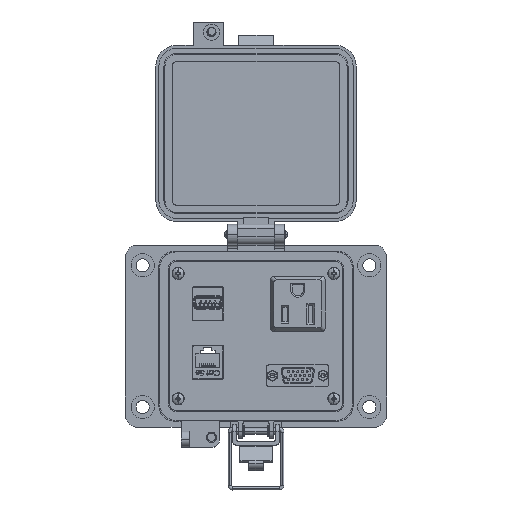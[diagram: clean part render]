
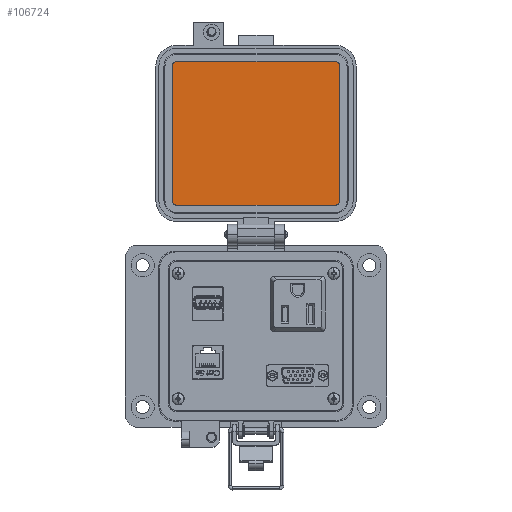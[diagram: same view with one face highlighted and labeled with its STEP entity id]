
A CAD part, top view. The second image highlights one B-rep face of the part: STEP entity #106724.
In plain terms, the highlighted planar face has unit normal (0, 0, 1).
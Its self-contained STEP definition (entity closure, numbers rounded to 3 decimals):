
#3087 = EDGE_CURVE ( 'NONE', #23882, #16913, #101108, .T. ) ;
#7385 = CIRCLE ( 'NONE', #75891, 2.299 ) ;
#7720 = LINE ( 'NONE', #113230, #21830 ) ;
#8056 = CARTESIAN_POINT ( 'NONE',  ( -42.469, 128.688, 19.202 ) ) ;
#8269 = DIRECTION ( 'NONE',  ( 0., 1., 0. ) ) ;
#12178 = DIRECTION ( 'NONE',  ( 0., 0., 1. ) ) ;
#12514 = DIRECTION ( 'NONE',  ( 0., -1., 0. ) ) ;
#15408 = AXIS2_PLACEMENT_3D ( 'NONE', #29528, #37644, #109524 ) ;
#16783 = VERTEX_POINT ( 'NONE', #63138 ) ;
#16913 = VERTEX_POINT ( 'NONE', #109515 ) ;
#18160 = ORIENTED_EDGE ( 'NONE', *, *, #97365, .F. ) ;
#21830 = VECTOR ( 'NONE', #8269, 1000. ) ;
#22207 = DIRECTION ( 'NONE',  ( 1., 0., 0. ) ) ;
#23882 = VERTEX_POINT ( 'NONE', #70659 ) ;
#27447 = CARTESIAN_POINT ( 'NONE',  ( 35.912, 128.688, 19.202 ) ) ;
#28733 = CARTESIAN_POINT ( 'NONE',  ( 35.912, 60.004, 19.202 ) ) ;
#28950 = VECTOR ( 'NONE', #29957, 1000. ) ;
#29528 = CARTESIAN_POINT ( 'NONE',  ( 35.912, 126.389, 19.202 ) ) ;
#29957 = DIRECTION ( 'NONE',  ( 0., -1., 0. ) ) ;
#30183 = DIRECTION ( 'NONE',  ( 0., 0., -1. ) ) ;
#32849 = EDGE_CURVE ( 'NONE', #16783, #33099, #97258, .T. ) ;
#33099 = VERTEX_POINT ( 'NONE', #8056 ) ;
#34486 = CARTESIAN_POINT ( 'NONE',  ( -3.279, 57.705, 19.202 ) ) ;
#34822 = VECTOR ( 'NONE', #61143, 1000. ) ;
#36108 = ORIENTED_EDGE ( 'NONE', *, *, #44864, .F. ) ;
#37644 = DIRECTION ( 'NONE',  ( 0., 0., -1. ) ) ;
#38975 = VERTEX_POINT ( 'NONE', #95519 ) ;
#42803 = ORIENTED_EDGE ( 'NONE', *, *, #32849, .F. ) ;
#44864 = EDGE_CURVE ( 'NONE', #33099, #61309, #111472, .T. ) ;
#45430 = AXIS2_PLACEMENT_3D ( 'NONE', #52801, #60338, #95744 ) ;
#46692 = DIRECTION ( 'NONE',  ( 0., 0., -1. ) ) ;
#51090 = EDGE_CURVE ( 'NONE', #61309, #84763, #80191, .T. ) ;
#52801 = CARTESIAN_POINT ( 'NONE',  ( -42.469, 126.389, 19.202 ) ) ;
#54130 = ORIENTED_EDGE ( 'NONE', *, *, #97018, .F. ) ;
#57984 = CARTESIAN_POINT ( 'NONE',  ( 38.212, 126.389, 19.202 ) ) ;
#58626 = EDGE_LOOP ( 'NONE', ( #78350, #105628, #92335, #36108, #42803, #18160, #109901, #54130 ) ) ;
#59811 = CARTESIAN_POINT ( 'NONE',  ( -3.279, 128.688, 19.202 ) ) ;
#60338 = DIRECTION ( 'NONE',  ( 0., 0., -1. ) ) ;
#61143 = DIRECTION ( 'NONE',  ( -1., 0., 0. ) ) ;
#61309 = VERTEX_POINT ( 'NONE', #27447 ) ;
#61785 = AXIS2_PLACEMENT_3D ( 'NONE', #64916, #12178, #89877 ) ;
#62842 = EDGE_CURVE ( 'NONE', #38975, #84114, #7385, .T. ) ;
#63138 = CARTESIAN_POINT ( 'NONE',  ( -44.769, 126.389, 19.202 ) ) ;
#64916 = CARTESIAN_POINT ( 'NONE',  ( 39.871, 130.108, 19.202 ) ) ;
#67749 = AXIS2_PLACEMENT_3D ( 'NONE', #28733, #46692, #12514 ) ;
#70659 = CARTESIAN_POINT ( 'NONE',  ( 38.212, 60.004, 19.202 ) ) ;
#73034 = PLANE ( 'NONE',  #61785 ) ;
#75891 = AXIS2_PLACEMENT_3D ( 'NONE', #91100, #30183, #92246 ) ;
#77550 = CARTESIAN_POINT ( 'NONE',  ( -44.769, 60.004, 19.202 ) ) ;
#78350 = ORIENTED_EDGE ( 'NONE', *, *, #3087, .F. ) ;
#80191 = CIRCLE ( 'NONE', #15408, 2.299 ) ;
#84114 = VERTEX_POINT ( 'NONE', #77550 ) ;
#84763 = VERTEX_POINT ( 'NONE', #57984 ) ;
#89877 = DIRECTION ( 'NONE',  ( -1., 0., 0. ) ) ;
#90864 = LINE ( 'NONE', #99553, #28950 ) ;
#91100 = CARTESIAN_POINT ( 'NONE',  ( -42.469, 60.004, 19.202 ) ) ;
#91604 = FACE_OUTER_BOUND ( 'NONE', #58626, .T. ) ;
#92246 = DIRECTION ( 'NONE',  ( 1., 0., 0. ) ) ;
#92335 = ORIENTED_EDGE ( 'NONE', *, *, #51090, .F. ) ;
#95519 = CARTESIAN_POINT ( 'NONE',  ( -42.469, 57.705, 19.202 ) ) ;
#95744 = DIRECTION ( 'NONE',  ( 0., -1., 0. ) ) ;
#96524 = LINE ( 'NONE', #34486, #34822 ) ;
#97018 = EDGE_CURVE ( 'NONE', #16913, #38975, #96524, .T. ) ;
#97258 = CIRCLE ( 'NONE', #45430, 2.299 ) ;
#97365 = EDGE_CURVE ( 'NONE', #84114, #16783, #7720, .T. ) ;
#99553 = CARTESIAN_POINT ( 'NONE',  ( 38.212, 93.196, 19.202 ) ) ;
#101108 = CIRCLE ( 'NONE', #67749, 2.299 ) ;
#101361 = VECTOR ( 'NONE', #22207, 1000. ) ;
#105628 = ORIENTED_EDGE ( 'NONE', *, *, #112630, .F. ) ;
#106724 = ADVANCED_FACE ( 'NONE', ( #91604 ), #73034, .T. ) ;
#109515 = CARTESIAN_POINT ( 'NONE',  ( 35.912, 57.705, 19.202 ) ) ;
#109524 = DIRECTION ( 'NONE',  ( 1., 0., 0. ) ) ;
#109901 = ORIENTED_EDGE ( 'NONE', *, *, #62842, .F. ) ;
#111472 = LINE ( 'NONE', #59811, #101361 ) ;
#112630 = EDGE_CURVE ( 'NONE', #84763, #23882, #90864, .T. ) ;
#113230 = CARTESIAN_POINT ( 'NONE',  ( -44.769, 93.196, 19.202 ) ) ;
